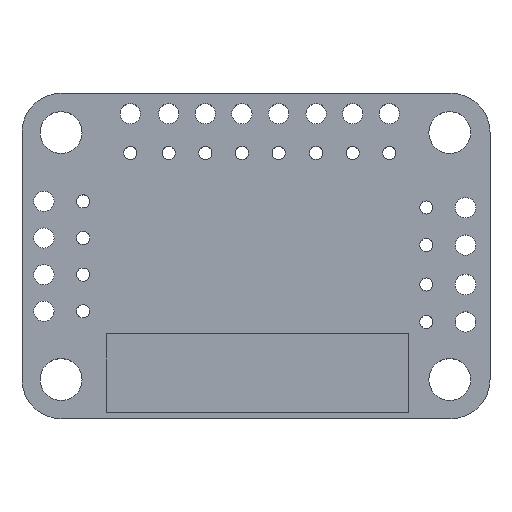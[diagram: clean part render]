
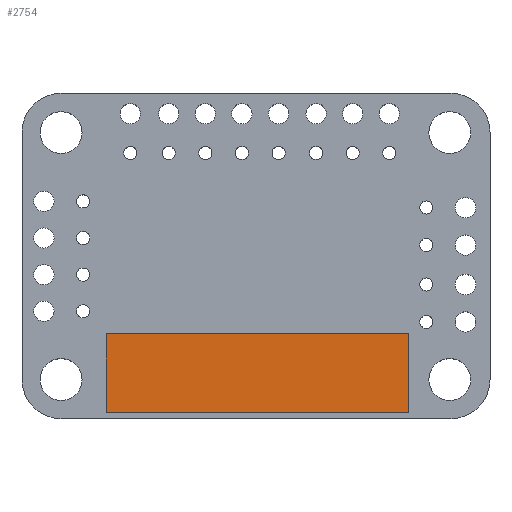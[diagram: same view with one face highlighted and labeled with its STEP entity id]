
A CAD part, top view. The second image highlights one B-rep face of the part: STEP entity #2754.
In plain terms, the highlighted planar face has unit normal (0, 0, 1).
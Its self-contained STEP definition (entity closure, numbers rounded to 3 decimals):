
#2517 = VERTEX_POINT('',#2518);
#2518 = CARTESIAN_POINT('',(11.54,3.005,
    7.4));
#2524 = EDGE_CURVE('',#2525,#2517,#2527,.T.);
#2525 = VERTEX_POINT('',#2526);
#2526 = CARTESIAN_POINT('',(11.54,-2.995,
    7.4));
#2527 = LINE('',#2528,#2529);
#2528 = CARTESIAN_POINT('',(11.54,3.005,
    7.4));
#2529 = VECTOR('',#2530,1.);
#2530 = DIRECTION('',(0.,1.,0.));
#2610 = VERTEX_POINT('',#2611);
#2611 = CARTESIAN_POINT('',(-11.54,3.005,
    7.4));
#2617 = EDGE_CURVE('',#2517,#2610,#2618,.T.);
#2618 = LINE('',#2619,#2620);
#2619 = CARTESIAN_POINT('',(-11.54,3.005,
    7.4));
#2620 = VECTOR('',#2621,1.);
#2621 = DIRECTION('',(-1.,-0.,-0.));
#2657 = VERTEX_POINT('',#2658);
#2658 = CARTESIAN_POINT('',(-11.54,-2.995,
    7.4));
#2664 = EDGE_CURVE('',#2610,#2657,#2665,.T.);
#2665 = LINE('',#2666,#2667);
#2666 = CARTESIAN_POINT('',(-11.54,3.005,
    7.4));
#2667 = VECTOR('',#2668,1.);
#2668 = DIRECTION('',(0.,-1.,0.));
#2699 = EDGE_CURVE('',#2657,#2525,#2700,.T.);
#2700 = LINE('',#2701,#2702);
#2701 = CARTESIAN_POINT('',(-11.54,-2.995,
    7.4));
#2702 = VECTOR('',#2703,1.);
#2703 = DIRECTION('',(1.,0.,0.));
#2754 = ADVANCED_FACE('',(#2755),#2761,.T.);
#2755 = FACE_BOUND('',#2756,.T.);
#2756 = EDGE_LOOP('',(#2757,#2758,#2759,#2760));
#2757 = ORIENTED_EDGE('',*,*,#2524,.T.);
#2758 = ORIENTED_EDGE('',*,*,#2617,.T.);
#2759 = ORIENTED_EDGE('',*,*,#2664,.T.);
#2760 = ORIENTED_EDGE('',*,*,#2699,.T.);
#2761 = PLANE('',#2762);
#2762 = AXIS2_PLACEMENT_3D('',#2763,#2764,#2765);
#2763 = CARTESIAN_POINT('',(0.,0.005,7.4));
#2764 = DIRECTION('',(0.,0.,1.));
#2765 = DIRECTION('',(1.,0.,0.));
